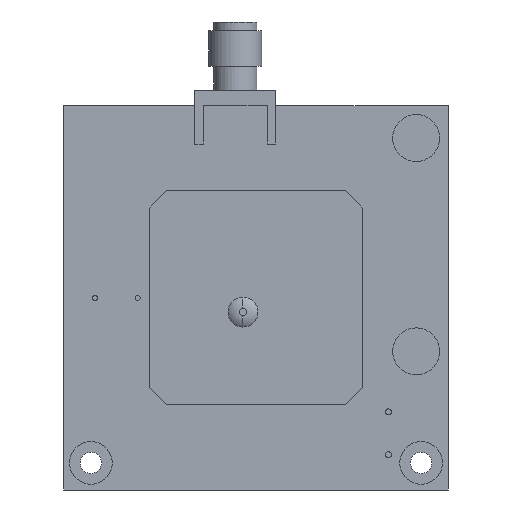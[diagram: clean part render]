
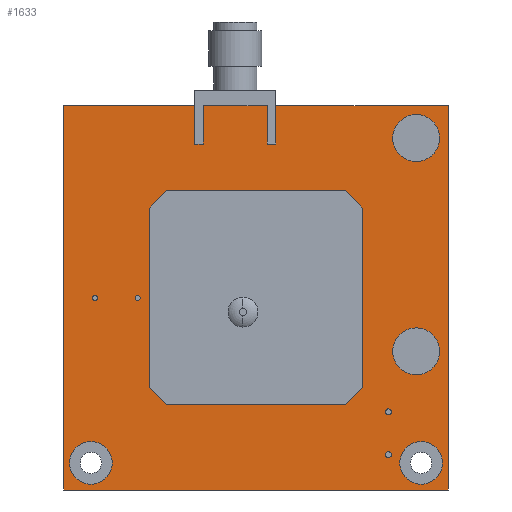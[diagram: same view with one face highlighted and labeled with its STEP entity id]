
A CAD part, front view. The second image highlights one B-rep face of the part: STEP entity #1633.
In plain terms, the highlighted planar face has unit normal (0, -1, 0).
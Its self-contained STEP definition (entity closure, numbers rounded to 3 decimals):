
#55=FACE_BOUND('',#475,.F.);
#56=FACE_BOUND('',#476,.F.);
#57=FACE_BOUND('',#477,.F.);
#58=FACE_BOUND('',#478,.F.);
#59=FACE_BOUND('',#479,.F.);
#60=FACE_BOUND('',#480,.F.);
#61=FACE_BOUND('',#481,.F.);
#111=PLANE('',#3689);
#277=FACE_OUTER_BOUND('',#482,.F.);
#475=EDGE_LOOP('',(#893,#894));
#476=EDGE_LOOP('',(#895,#896));
#477=EDGE_LOOP('',(#897,#898));
#478=EDGE_LOOP('',(#899,#900));
#479=EDGE_LOOP('',(#901,#902));
#480=EDGE_LOOP('',(#903,#904));
#481=EDGE_LOOP('',(#905,#906,#907,#908,#909,#910,#911,#912));
#482=EDGE_LOOP('',(#913,#914,#915,#916,#917,#918,#919,#920,#921,#922,#923,
#924));
#893=ORIENTED_EDGE('',*,*,#3091,.T.);
#894=ORIENTED_EDGE('',*,*,#2829,.T.);
#895=ORIENTED_EDGE('',*,*,#3092,.T.);
#896=ORIENTED_EDGE('',*,*,#2837,.T.);
#897=ORIENTED_EDGE('',*,*,#3093,.T.);
#898=ORIENTED_EDGE('',*,*,#2884,.T.);
#899=ORIENTED_EDGE('',*,*,#3094,.T.);
#900=ORIENTED_EDGE('',*,*,#2893,.T.);
#901=ORIENTED_EDGE('',*,*,#3095,.T.);
#902=ORIENTED_EDGE('',*,*,#2903,.T.);
#903=ORIENTED_EDGE('',*,*,#3096,.T.);
#904=ORIENTED_EDGE('',*,*,#2896,.T.);
#905=ORIENTED_EDGE('',*,*,#2711,.F.);
#906=ORIENTED_EDGE('',*,*,#2724,.T.);
#907=ORIENTED_EDGE('',*,*,#2707,.F.);
#908=ORIENTED_EDGE('',*,*,#2723,.T.);
#909=ORIENTED_EDGE('',*,*,#2703,.F.);
#910=ORIENTED_EDGE('',*,*,#2726,.T.);
#911=ORIENTED_EDGE('',*,*,#2715,.F.);
#912=ORIENTED_EDGE('',*,*,#2725,.T.);
#913=ORIENTED_EDGE('',*,*,#2780,.T.);
#914=ORIENTED_EDGE('',*,*,#3086,.T.);
#915=ORIENTED_EDGE('',*,*,#2937,.T.);
#916=ORIENTED_EDGE('',*,*,#2934,.T.);
#917=ORIENTED_EDGE('',*,*,#2931,.T.);
#918=ORIENTED_EDGE('',*,*,#3087,.T.);
#919=ORIENTED_EDGE('',*,*,#2784,.T.);
#920=ORIENTED_EDGE('',*,*,#2745,.T.);
#921=ORIENTED_EDGE('',*,*,#2749,.T.);
#922=ORIENTED_EDGE('',*,*,#3090,.T.);
#923=ORIENTED_EDGE('',*,*,#2738,.T.);
#924=ORIENTED_EDGE('',*,*,#2742,.T.);
#1633=ADVANCED_FACE('',(#55,#56,#57,#58,#59,#60,#61,#277),#111,.T.);
#1900=LINE('',#5256,#2220);
#1904=LINE('',#5260,#2224);
#1908=LINE('',#5264,#2228);
#1912=LINE('',#5268,#2232);
#1919=LINE('',#5276,#2239);
#1920=LINE('',#5277,#2240);
#1921=LINE('',#5278,#2241);
#1922=LINE('',#5279,#2242);
#1927=LINE('',#5291,#2247);
#1931=LINE('',#5295,#2251);
#1934=LINE('',#5298,#2254);
#1938=LINE('',#5302,#2258);
#1956=LINE('',#5333,#2276);
#1960=LINE('',#5337,#2280);
#2057=LINE('',#5484,#2377);
#2060=LINE('',#5487,#2380);
#2063=LINE('',#5490,#2383);
#2176=LINE('',#5639,#2496);
#2177=LINE('',#5640,#2497);
#2180=LINE('',#5643,#2500);
#2220=VECTOR('',#3986,2.828);
#2224=VECTOR('',#3990,2.828);
#2228=VECTOR('',#3994,2.828);
#2232=VECTOR('',#3998,2.828);
#2239=VECTOR('',#4007,21.);
#2240=VECTOR('',#4008,21.);
#2241=VECTOR('',#4009,21.);
#2242=VECTOR('',#4010,21.);
#2247=VECTOR('',#4029,4.5);
#2251=VECTOR('',#4033,1.);
#2254=VECTOR('',#4036,1.);
#2258=VECTOR('',#4040,4.5);
#2276=VECTOR('',#4084,4.5);
#2280=VECTOR('',#4088,4.5);
#2377=VECTOR('',#4285,45.05);
#2380=VECTOR('',#4288,45.05);
#2383=VECTOR('',#4291,45.05);
#2496=VECTOR('',#4476,20.2);
#2497=VECTOR('',#4477,15.35);
#2500=VECTOR('',#4480,7.5);
#2550=CIRCLE('',#3566,0.3);
#2554=CIRCLE('',#3570,0.3);
#2567=CIRCLE('',#3583,0.35);
#2572=CIRCLE('',#3588,0.35);
#2573=CIRCLE('',#3589,2.5);
#2578=CIRCLE('',#3594,2.5);
#2629=CIRCLE('',#3645,0.3);
#2630=CIRCLE('',#3646,0.3);
#2631=CIRCLE('',#3647,0.35);
#2632=CIRCLE('',#3648,0.35);
#2633=CIRCLE('',#3649,2.5);
#2634=CIRCLE('',#3650,2.5);
#2703=EDGE_CURVE('',#3405,#3404,#1900,.T.);
#2707=EDGE_CURVE('',#3401,#3400,#1904,.T.);
#2711=EDGE_CURVE('',#3397,#3396,#1908,.T.);
#2715=EDGE_CURVE('',#3393,#3392,#1912,.T.);
#2723=EDGE_CURVE('',#3401,#3404,#1919,.T.);
#2724=EDGE_CURVE('',#3397,#3400,#1920,.T.);
#2725=EDGE_CURVE('',#3393,#3396,#1921,.T.);
#2726=EDGE_CURVE('',#3405,#3392,#1922,.T.);
#2738=EDGE_CURVE('',#3382,#3381,#1927,.T.);
#2742=EDGE_CURVE('',#3381,#3378,#1931,.T.);
#2745=EDGE_CURVE('',#3376,#3375,#1934,.T.);
#2749=EDGE_CURVE('',#3375,#3372,#1938,.T.);
#2780=EDGE_CURVE('',#3378,#3350,#1956,.T.);
#2784=EDGE_CURVE('',#3349,#3376,#1960,.T.);
#2829=EDGE_CURVE('',#3316,#3315,#2550,.T.);
#2837=EDGE_CURVE('',#3310,#3309,#2554,.T.);
#2884=EDGE_CURVE('',#3275,#3274,#2567,.T.);
#2893=EDGE_CURVE('',#3268,#3267,#2572,.T.);
#2896=EDGE_CURVE('',#3266,#3265,#2573,.T.);
#2903=EDGE_CURVE('',#3260,#3259,#2578,.T.);
#2931=EDGE_CURVE('',#3241,#3239,#2057,.T.);
#2934=EDGE_CURVE('',#3237,#3241,#2060,.T.);
#2937=EDGE_CURVE('',#3235,#3237,#2063,.T.);
#3086=EDGE_CURVE('',#3350,#3235,#2176,.T.);
#3087=EDGE_CURVE('',#3239,#3349,#2177,.T.);
#3090=EDGE_CURVE('',#3372,#3382,#2180,.T.);
#3091=EDGE_CURVE('',#3315,#3316,#2629,.T.);
#3092=EDGE_CURVE('',#3309,#3310,#2630,.T.);
#3093=EDGE_CURVE('',#3274,#3275,#2631,.T.);
#3094=EDGE_CURVE('',#3267,#3268,#2632,.T.);
#3095=EDGE_CURVE('',#3259,#3260,#2633,.T.);
#3096=EDGE_CURVE('',#3265,#3266,#2634,.T.);
#3235=VERTEX_POINT('',#5074);
#3237=VERTEX_POINT('',#5076);
#3239=VERTEX_POINT('',#5078);
#3241=VERTEX_POINT('',#5080);
#3259=VERTEX_POINT('',#5098);
#3260=VERTEX_POINT('',#5099);
#3265=VERTEX_POINT('',#5104);
#3266=VERTEX_POINT('',#5105);
#3267=VERTEX_POINT('',#5106);
#3268=VERTEX_POINT('',#5107);
#3274=VERTEX_POINT('',#5113);
#3275=VERTEX_POINT('',#5114);
#3309=VERTEX_POINT('',#5148);
#3310=VERTEX_POINT('',#5149);
#3315=VERTEX_POINT('',#5154);
#3316=VERTEX_POINT('',#5155);
#3349=VERTEX_POINT('',#5188);
#3350=VERTEX_POINT('',#5189);
#3372=VERTEX_POINT('',#5211);
#3375=VERTEX_POINT('',#5214);
#3376=VERTEX_POINT('',#5215);
#3378=VERTEX_POINT('',#5217);
#3381=VERTEX_POINT('',#5220);
#3382=VERTEX_POINT('',#5221);
#3392=VERTEX_POINT('',#5231);
#3393=VERTEX_POINT('',#5232);
#3396=VERTEX_POINT('',#5235);
#3397=VERTEX_POINT('',#5236);
#3400=VERTEX_POINT('',#5239);
#3401=VERTEX_POINT('',#5240);
#3404=VERTEX_POINT('',#5243);
#3405=VERTEX_POINT('',#5244);
#3566=AXIS2_PLACEMENT_3D('',#5382,#4140,#4141);
#3570=AXIS2_PLACEMENT_3D('',#5390,#4152,#4153);
#3583=AXIS2_PLACEMENT_3D('',#5437,#4212,#4213);
#3588=AXIS2_PLACEMENT_3D('',#5446,#4226,#4227);
#3589=AXIS2_PLACEMENT_3D('',#5449,#4230,#4231);
#3594=AXIS2_PLACEMENT_3D('',#5456,#4242,#4243);
#3645=AXIS2_PLACEMENT_3D('',#5644,#4481,#4482);
#3646=AXIS2_PLACEMENT_3D('',#5645,#4483,#4484);
#3647=AXIS2_PLACEMENT_3D('',#5646,#4485,#4486);
#3648=AXIS2_PLACEMENT_3D('',#5647,#4487,#4488);
#3649=AXIS2_PLACEMENT_3D('',#5648,#4489,#4490);
#3650=AXIS2_PLACEMENT_3D('',#5649,#4491,#4492);
#3689=AXIS2_PLACEMENT_3D('',#5688,#4569,#4570);
#3986=DIRECTION('',(0.707,0.,0.707));
#3990=DIRECTION('',(0.707,0.,-0.707));
#3994=DIRECTION('',(-0.707,0.,-0.707));
#3998=DIRECTION('',(-0.707,0.,0.707));
#4007=DIRECTION('',(-1.,0.,0.));
#4008=DIRECTION('',(0.,0.,1.));
#4009=DIRECTION('',(1.,0.,0.));
#4010=DIRECTION('',(0.,0.,-1.));
#4029=DIRECTION('',(0.,0.,-1.));
#4033=DIRECTION('',(1.,0.,0.));
#4036=DIRECTION('',(1.,0.,0.));
#4040=DIRECTION('',(0.,0.,1.));
#4084=DIRECTION('',(0.,0.,1.));
#4088=DIRECTION('',(0.,0.,-1.));
#4140=DIRECTION('',(0.,-1.,0.));
#4141=DIRECTION('',(0.,0.,1.));
#4152=DIRECTION('',(0.,-1.,0.));
#4153=DIRECTION('',(0.,0.,1.));
#4212=DIRECTION('',(0.,-1.,0.));
#4213=DIRECTION('',(0.,0.,1.));
#4226=DIRECTION('',(0.,-1.,0.));
#4227=DIRECTION('',(0.,0.,1.));
#4230=DIRECTION('',(0.,-1.,0.));
#4231=DIRECTION('',(0.,0.,1.));
#4242=DIRECTION('',(0.,-1.,0.));
#4243=DIRECTION('',(0.,0.,1.));
#4285=DIRECTION('',(0.,0.,1.));
#4288=DIRECTION('',(-1.,0.,0.));
#4291=DIRECTION('',(0.,0.,-1.));
#4476=DIRECTION('',(1.,0.,0.));
#4477=DIRECTION('',(1.,0.,0.));
#4480=DIRECTION('',(1.,0.,0.));
#4481=DIRECTION('',(0.,-1.,0.));
#4482=DIRECTION('',(0.,0.,-1.));
#4483=DIRECTION('',(0.,-1.,0.));
#4484=DIRECTION('',(0.,0.,-1.));
#4485=DIRECTION('',(0.,-1.,0.));
#4486=DIRECTION('',(0.,0.,-1.));
#4487=DIRECTION('',(0.,-1.,0.));
#4488=DIRECTION('',(0.,0.,-1.));
#4489=DIRECTION('',(0.,-1.,0.));
#4490=DIRECTION('',(0.,0.,-1.));
#4491=DIRECTION('',(0.,-1.,0.));
#4492=DIRECTION('',(0.,0.,-1.));
#4569=DIRECTION('',(0.,-1.,0.));
#4570=DIRECTION('',(0.,0.,-1.));
#5074=CARTESIAN_POINT('',(22.525,0.,22.525));
#5076=CARTESIAN_POINT('',(22.525,0.,-22.525));
#5078=CARTESIAN_POINT('',(-22.525,0.,22.525));
#5080=CARTESIAN_POINT('',(-22.525,0.,-22.525));
#5098=CARTESIAN_POINT('',(19.35,0.,-21.85));
#5099=CARTESIAN_POINT('',(19.35,0.,-16.85));
#5104=CARTESIAN_POINT('',(-19.35,0.,-21.85));
#5105=CARTESIAN_POINT('',(-19.35,0.,-16.85));
#5106=CARTESIAN_POINT('',(15.525,0.,-18.725));
#5107=CARTESIAN_POINT('',(15.525,0.,-18.025));
#5113=CARTESIAN_POINT('',(15.525,0.,-13.725));
#5114=CARTESIAN_POINT('',(15.525,0.,-13.025));
#5148=CARTESIAN_POINT('',(-18.875,0.,-0.325));
#5149=CARTESIAN_POINT('',(-18.875,0.,0.275));
#5154=CARTESIAN_POINT('',(-13.875,0.,-0.325));
#5155=CARTESIAN_POINT('',(-13.875,0.,0.275));
#5188=CARTESIAN_POINT('',(-7.175,0.,22.525));
#5189=CARTESIAN_POINT('',(2.325,0.,22.525));
#5211=CARTESIAN_POINT('',(-6.175,0.,22.525));
#5214=CARTESIAN_POINT('',(-6.175,0.,18.025));
#5215=CARTESIAN_POINT('',(-7.175,0.,18.025));
#5217=CARTESIAN_POINT('',(2.325,0.,18.025));
#5220=CARTESIAN_POINT('',(1.325,0.,18.025));
#5221=CARTESIAN_POINT('',(1.325,0.,22.525));
#5231=CARTESIAN_POINT('',(-12.525,0.,-10.475));
#5232=CARTESIAN_POINT('',(-10.525,0.,-12.475));
#5235=CARTESIAN_POINT('',(10.475,0.,-12.475));
#5236=CARTESIAN_POINT('',(12.475,0.,-10.475));
#5239=CARTESIAN_POINT('',(12.475,0.,10.525));
#5240=CARTESIAN_POINT('',(10.475,0.,12.525));
#5243=CARTESIAN_POINT('',(-10.525,0.,12.525));
#5244=CARTESIAN_POINT('',(-12.525,0.,10.525));
#5256=CARTESIAN_POINT('',(-12.525,0.,10.525));
#5260=CARTESIAN_POINT('',(10.475,0.,12.525));
#5264=CARTESIAN_POINT('',(12.475,0.,-10.475));
#5268=CARTESIAN_POINT('',(-10.525,0.,-12.475));
#5276=CARTESIAN_POINT('',(10.475,0.,12.525));
#5277=CARTESIAN_POINT('',(12.475,0.,-10.475));
#5278=CARTESIAN_POINT('',(-10.525,0.,-12.475));
#5279=CARTESIAN_POINT('',(-12.525,0.,10.525));
#5291=CARTESIAN_POINT('',(1.325,0.,22.525));
#5295=CARTESIAN_POINT('',(1.325,0.,18.025));
#5298=CARTESIAN_POINT('',(-7.175,0.,18.025));
#5302=CARTESIAN_POINT('',(-6.175,0.,18.025));
#5333=CARTESIAN_POINT('',(2.325,0.,18.025));
#5337=CARTESIAN_POINT('',(-7.175,0.,22.525));
#5382=CARTESIAN_POINT('',(-13.875,0.,-0.025));
#5390=CARTESIAN_POINT('',(-18.875,0.,-0.025));
#5437=CARTESIAN_POINT('',(15.525,0.,-13.375));
#5446=CARTESIAN_POINT('',(15.525,0.,-18.375));
#5449=CARTESIAN_POINT('',(-19.35,0.,-19.35));
#5456=CARTESIAN_POINT('',(19.35,0.,-19.35));
#5484=CARTESIAN_POINT('',(-22.525,0.,-22.525));
#5487=CARTESIAN_POINT('',(22.525,0.,-22.525));
#5490=CARTESIAN_POINT('',(22.525,0.,22.525));
#5639=CARTESIAN_POINT('',(2.325,0.,22.525));
#5640=CARTESIAN_POINT('',(-22.525,0.,22.525));
#5643=CARTESIAN_POINT('',(-6.175,0.,22.525));
#5644=CARTESIAN_POINT('',(-13.875,0.,-0.025));
#5645=CARTESIAN_POINT('',(-18.875,0.,-0.025));
#5646=CARTESIAN_POINT('',(15.525,0.,-13.375));
#5647=CARTESIAN_POINT('',(15.525,0.,-18.375));
#5648=CARTESIAN_POINT('',(19.35,0.,-19.35));
#5649=CARTESIAN_POINT('',(-19.35,0.,-19.35));
#5688=CARTESIAN_POINT('',(-24.778,0.,24.778));
